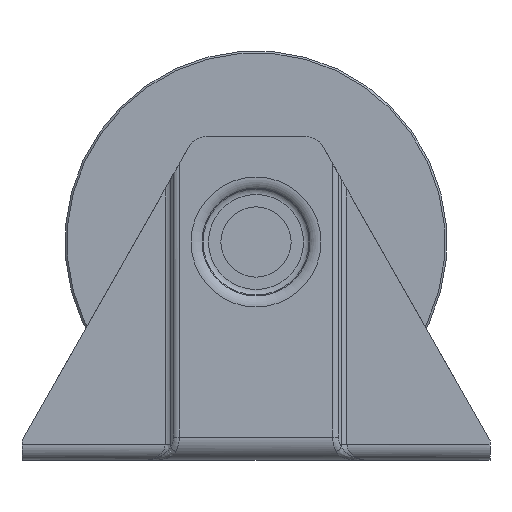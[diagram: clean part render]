
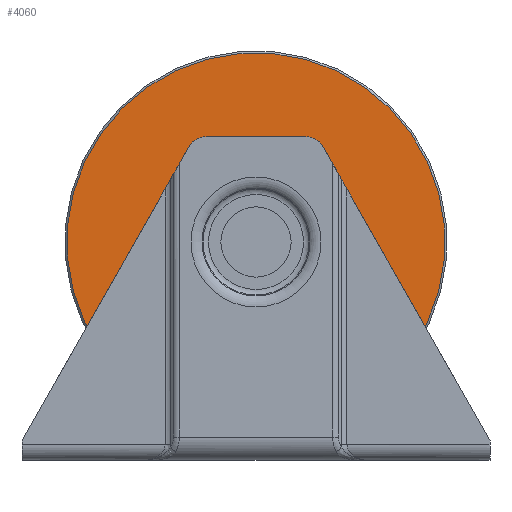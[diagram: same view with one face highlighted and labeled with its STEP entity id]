
A CAD part, front view. The second image highlights one B-rep face of the part: STEP entity #4060.
In plain terms, the highlighted face is planar.
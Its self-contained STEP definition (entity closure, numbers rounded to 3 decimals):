
#299=CIRCLE('',#4530,48.5);
#301=CIRCLE('',#4534,22.5);
#386=FACE_BOUND('',#917,.T.);
#654=FACE_OUTER_BOUND('',#916,.T.);
#916=EDGE_LOOP('',(#3585));
#917=EDGE_LOOP('',(#3586));
#1956=VERTEX_POINT('',#7931);
#1958=VERTEX_POINT('',#7939);
#2512=EDGE_CURVE('',#1956,#1956,#299,.T.);
#2515=EDGE_CURVE('',#1958,#1958,#301,.T.);
#3585=ORIENTED_EDGE('',*,*,#2512,.F.);
#3586=ORIENTED_EDGE('',*,*,#2515,.T.);
#3854=PLANE('',#4533);
#4060=ADVANCED_FACE('',(#654,#386),#3854,.F.);
#4530=AXIS2_PLACEMENT_3D('',#7933,#5482,#5483);
#4533=AXIS2_PLACEMENT_3D('',#7938,#5489,#5490);
#4534=AXIS2_PLACEMENT_3D('',#7940,#5491,#5492);
#5482=DIRECTION('center_axis',(0.,0.,-1.));
#5483=DIRECTION('ref_axis',(-1.,0.,0.));
#5489=DIRECTION('center_axis',(0.,0.,-1.));
#5490=DIRECTION('ref_axis',(-1.,0.,0.));
#5491=DIRECTION('center_axis',(0.,0.,-1.));
#5492=DIRECTION('ref_axis',(0.,1.,0.));
#7931=CARTESIAN_POINT('',(48.5,0.,10.));
#7933=CARTESIAN_POINT('Origin',(0.,0.,10.));
#7938=CARTESIAN_POINT('Origin',(0.,0.,10.));
#7939=CARTESIAN_POINT('',(0.,-22.5,10.));
#7940=CARTESIAN_POINT('Origin',(0.,0.,10.));
